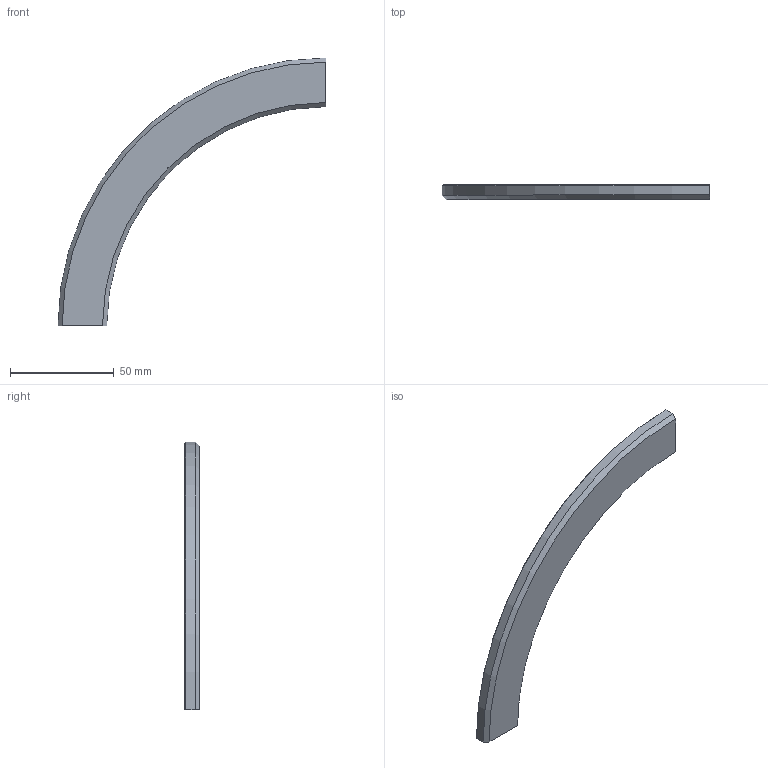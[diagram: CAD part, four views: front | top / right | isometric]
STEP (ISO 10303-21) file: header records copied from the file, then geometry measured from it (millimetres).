
FILE_DESCRIPTION(/* description */ (''),/* implementation_level */ '2;1');
FILE_NAME(/* name */ 'outside-mount-ring-light.stp',/* time_stamp */ '2025-02-09T22:35:04Z',/* author */ ('IWHeard'),/* organization */ (''),/* preprocessor_version */ 'ST-DEVELOPER v20',/* originating_system */ 'Autodesk Inventor 2024',/* authorisation */ '');
FILE_SCHEMA (('AUTOMOTIVE_DESIGN { 1 0 10303 214 3 1 1 }'));
Length unit declared in the file: millimetre
Products named in the file (1): outside-ring-mount
Bounding box: 128.9 x 7 x 128.9 mm (x, y, z)
Volume: 10458.3 mm3; surface area: 10743.5 mm2
Topology: 1 solids, 1 shells, 11 faces, 27 edges, 18 vertices
Faces by surface type: plane 5, cone 4, cylinder 2
Entity records: 387 total; most frequent: DIRECTION 60, CARTESIAN_POINT 57, ORIENTED_EDGE 54, EDGE_CURVE 27, AXIS2_PLACEMENT_3D 21, LINE 18, VECTOR 18, VERTEX_POINT 18
